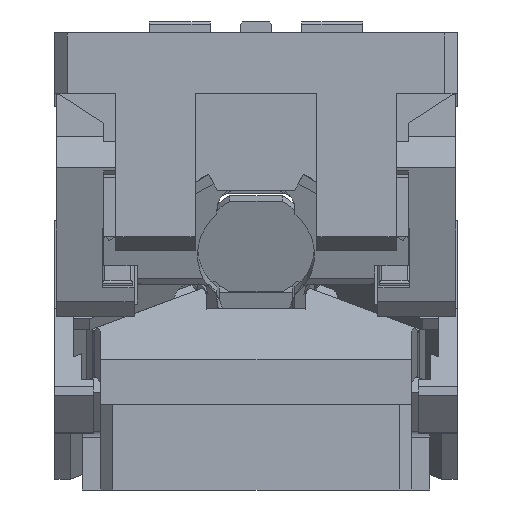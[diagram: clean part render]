
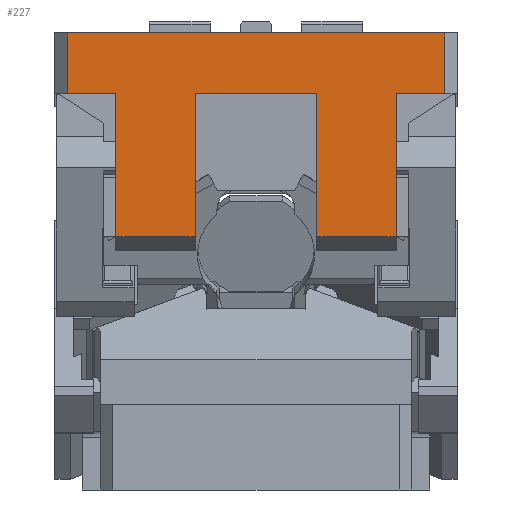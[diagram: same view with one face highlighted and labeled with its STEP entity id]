
A CAD part, left-side view. The second image highlights one B-rep face of the part: STEP entity #227.
In plain terms, the highlighted planar face has unit normal (-1, 0, 0).
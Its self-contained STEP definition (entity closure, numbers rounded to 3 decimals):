
#92=CARTESIAN_POINT('Axis2P3D Location',(-340.,-165.,215.)) ;
#97=CARTESIAN_POINT('Line Origine',(-340.,104.108,97.993)) ;
#101=CARTESIAN_POINT('Vertex',(-340.,93.216,97.993)) ;
#103=CARTESIAN_POINT('Vertex',(-340.,115.,97.993)) ;
#106=CARTESIAN_POINT('Line Origine',(-340.,71.608,97.993)) ;
#110=CARTESIAN_POINT('Vertex',(-340.,50.,97.993)) ;
#113=CARTESIAN_POINT('Line Origine',(-340.,50.,156.496)) ;
#117=CARTESIAN_POINT('Vertex',(-340.,50.,215.)) ;
#120=CARTESIAN_POINT('Line Origine',(-340.,0.,215.)) ;
#124=CARTESIAN_POINT('Vertex',(-340.,-50.,215.)) ;
#127=CARTESIAN_POINT('Line Origine',(-340.,-50.,156.496)) ;
#131=CARTESIAN_POINT('Vertex',(-340.,-50.,97.993)) ;
#134=CARTESIAN_POINT('Line Origine',(-340.,-71.608,97.993)) ;
#138=CARTESIAN_POINT('Vertex',(-340.,-93.216,97.993)) ;
#141=CARTESIAN_POINT('Line Origine',(-340.,-104.108,97.993)) ;
#145=CARTESIAN_POINT('Vertex',(-340.,-115.,97.993)) ;
#148=CARTESIAN_POINT('Line Origine',(-340.,-115.,156.496)) ;
#152=CARTESIAN_POINT('Vertex',(-340.,-115.,215.)) ;
#155=CARTESIAN_POINT('Line Origine',(-340.,-135.,215.)) ;
#159=CARTESIAN_POINT('Vertex',(-340.,-155.,215.)) ;
#162=CARTESIAN_POINT('Line Origine',(-340.,-155.,240.)) ;
#166=CARTESIAN_POINT('Vertex',(-340.,-155.,265.)) ;
#169=CARTESIAN_POINT('Line Origine',(-340.,0.,265.)) ;
#173=CARTESIAN_POINT('Vertex',(-340.,155.,265.)) ;
#176=CARTESIAN_POINT('Line Origine',(-340.,155.,240.)) ;
#180=CARTESIAN_POINT('Vertex',(-340.,155.,215.)) ;
#183=CARTESIAN_POINT('Line Origine',(-340.,135.,215.)) ;
#187=CARTESIAN_POINT('Vertex',(-340.,115.,215.)) ;
#190=CARTESIAN_POINT('Line Origine',(-340.,115.,187.261)) ;
#194=CARTESIAN_POINT('Vertex',(-340.,115.,159.522)) ;
#197=CARTESIAN_POINT('Line Origine',(-340.,115.,144.623)) ;
#201=CARTESIAN_POINT('Vertex',(-340.,115.,129.725)) ;
#204=CARTESIAN_POINT('Line Origine',(-340.,115.,113.859)) ;
#93=DIRECTION('Axis2P3D Direction',(1.,0.,0.)) ;
#94=DIRECTION('Axis2P3D XDirection',(0.,0.,1.)) ;
#98=DIRECTION('Vector Direction',(0.,1.,0.)) ;
#107=DIRECTION('Vector Direction',(0.,-1.,0.)) ;
#114=DIRECTION('Vector Direction',(0.,0.,-1.)) ;
#121=DIRECTION('Vector Direction',(0.,1.,0.)) ;
#128=DIRECTION('Vector Direction',(0.,0.,-1.)) ;
#135=DIRECTION('Vector Direction',(0.,-1.,0.)) ;
#142=DIRECTION('Vector Direction',(0.,1.,0.)) ;
#149=DIRECTION('Vector Direction',(0.,0.,1.)) ;
#156=DIRECTION('Vector Direction',(0.,1.,0.)) ;
#163=DIRECTION('Vector Direction',(0.,0.,1.)) ;
#170=DIRECTION('Vector Direction',(0.,1.,0.)) ;
#177=DIRECTION('Vector Direction',(0.,0.,-1.)) ;
#184=DIRECTION('Vector Direction',(0.,1.,0.)) ;
#191=DIRECTION('Vector Direction',(0.,0.,1.)) ;
#198=DIRECTION('Vector Direction',(0.,0.,1.)) ;
#205=DIRECTION('Vector Direction',(0.,0.,-1.)) ;
#95=AXIS2_PLACEMENT_3D('Plane Axis2P3D',#92,#93,#94) ;
#210=ORIENTED_EDGE('',*,*,#105,.F.) ;
#211=ORIENTED_EDGE('',*,*,#112,.F.) ;
#212=ORIENTED_EDGE('',*,*,#119,.F.) ;
#213=ORIENTED_EDGE('',*,*,#126,.F.) ;
#214=ORIENTED_EDGE('',*,*,#133,.T.) ;
#215=ORIENTED_EDGE('',*,*,#140,.F.) ;
#216=ORIENTED_EDGE('',*,*,#147,.F.) ;
#217=ORIENTED_EDGE('',*,*,#154,.T.) ;
#218=ORIENTED_EDGE('',*,*,#161,.F.) ;
#219=ORIENTED_EDGE('',*,*,#168,.T.) ;
#220=ORIENTED_EDGE('',*,*,#175,.T.) ;
#221=ORIENTED_EDGE('',*,*,#182,.T.) ;
#222=ORIENTED_EDGE('',*,*,#189,.F.) ;
#223=ORIENTED_EDGE('',*,*,#196,.F.) ;
#224=ORIENTED_EDGE('',*,*,#203,.F.) ;
#225=ORIENTED_EDGE('',*,*,#208,.T.) ;
#99=VECTOR('Line Direction',#98,1.) ;
#108=VECTOR('Line Direction',#107,1.) ;
#115=VECTOR('Line Direction',#114,1.) ;
#122=VECTOR('Line Direction',#121,1.) ;
#129=VECTOR('Line Direction',#128,1.) ;
#136=VECTOR('Line Direction',#135,1.) ;
#143=VECTOR('Line Direction',#142,1.) ;
#150=VECTOR('Line Direction',#149,1.) ;
#157=VECTOR('Line Direction',#156,1.) ;
#164=VECTOR('Line Direction',#163,1.) ;
#171=VECTOR('Line Direction',#170,1.) ;
#178=VECTOR('Line Direction',#177,1.) ;
#185=VECTOR('Line Direction',#184,1.) ;
#192=VECTOR('Line Direction',#191,1.) ;
#199=VECTOR('Line Direction',#198,1.) ;
#206=VECTOR('Line Direction',#205,1.) ;
#227=ADVANCED_FACE('CAM HOLDER',(#226),#96,.F.) ;
#105=EDGE_CURVE('',#102,#104,#100,.T.) ;
#112=EDGE_CURVE('',#111,#102,#109,.F.) ;
#119=EDGE_CURVE('',#118,#111,#116,.T.) ;
#126=EDGE_CURVE('',#125,#118,#123,.T.) ;
#133=EDGE_CURVE('',#125,#132,#130,.T.) ;
#140=EDGE_CURVE('',#139,#132,#137,.F.) ;
#147=EDGE_CURVE('',#146,#139,#144,.T.) ;
#154=EDGE_CURVE('',#146,#153,#151,.T.) ;
#161=EDGE_CURVE('',#160,#153,#158,.T.) ;
#168=EDGE_CURVE('',#160,#167,#165,.T.) ;
#175=EDGE_CURVE('',#167,#174,#172,.T.) ;
#182=EDGE_CURVE('',#174,#181,#179,.T.) ;
#189=EDGE_CURVE('',#188,#181,#186,.T.) ;
#196=EDGE_CURVE('',#195,#188,#193,.T.) ;
#203=EDGE_CURVE('',#202,#195,#200,.T.) ;
#208=EDGE_CURVE('',#202,#104,#207,.T.) ;
#209=EDGE_LOOP('',(#210,#211,#212,#213,#214,#215,#216,#217,#218,#219,#220,#221,#222,#223,#224,#225)) ;
#226=FACE_OUTER_BOUND('',#209,.T.) ;
#100=LINE('Line',#97,#99) ;
#109=LINE('Line',#106,#108) ;
#116=LINE('Line',#113,#115) ;
#123=LINE('Line',#120,#122) ;
#130=LINE('Line',#127,#129) ;
#137=LINE('Line',#134,#136) ;
#144=LINE('Line',#141,#143) ;
#151=LINE('Line',#148,#150) ;
#158=LINE('Line',#155,#157) ;
#165=LINE('Line',#162,#164) ;
#172=LINE('Line',#169,#171) ;
#179=LINE('Line',#176,#178) ;
#186=LINE('Line',#183,#185) ;
#193=LINE('Line',#190,#192) ;
#200=LINE('Line',#197,#199) ;
#207=LINE('Line',#204,#206) ;
#96=PLANE('Plane',#95) ;
#102=VERTEX_POINT('',#101) ;
#104=VERTEX_POINT('',#103) ;
#111=VERTEX_POINT('',#110) ;
#118=VERTEX_POINT('',#117) ;
#125=VERTEX_POINT('',#124) ;
#132=VERTEX_POINT('',#131) ;
#139=VERTEX_POINT('',#138) ;
#146=VERTEX_POINT('',#145) ;
#153=VERTEX_POINT('',#152) ;
#160=VERTEX_POINT('',#159) ;
#167=VERTEX_POINT('',#166) ;
#174=VERTEX_POINT('',#173) ;
#181=VERTEX_POINT('',#180) ;
#188=VERTEX_POINT('',#187) ;
#195=VERTEX_POINT('',#194) ;
#202=VERTEX_POINT('',#201) ;
